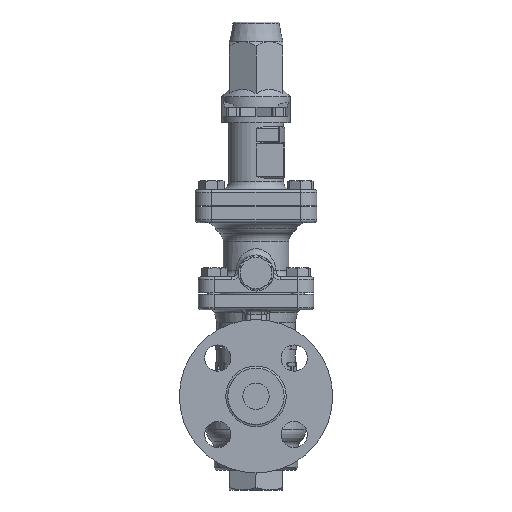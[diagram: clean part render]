
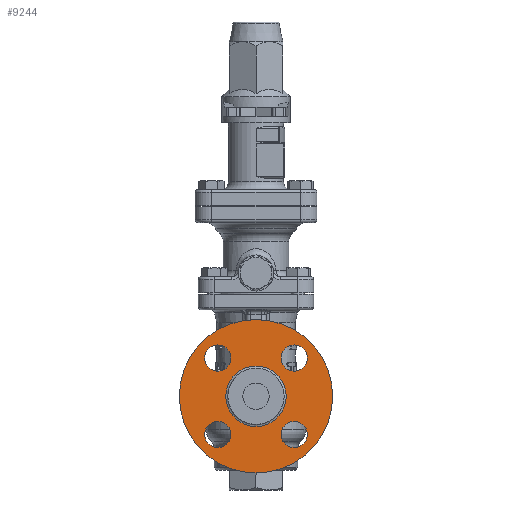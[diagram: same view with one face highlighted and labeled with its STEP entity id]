
A CAD part, left-side view. The second image highlights one B-rep face of the part: STEP entity #9244.
In plain terms, the highlighted planar face has unit normal (-1, 0, 0).
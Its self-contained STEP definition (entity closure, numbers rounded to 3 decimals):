
#1815=PLANE('',#9902);
#2057=FACE_BOUND('',#2837,.T.);
#2058=FACE_BOUND('',#2838,.T.);
#2059=FACE_BOUND('',#2839,.T.);
#2060=FACE_BOUND('',#2840,.T.);
#2061=FACE_BOUND('',#2841,.T.);
#2178=FACE_OUTER_BOUND('',#2836,.T.);
#2836=EDGE_LOOP('',(#6403));
#2837=EDGE_LOOP('',(#6404));
#2838=EDGE_LOOP('',(#6405));
#2839=EDGE_LOOP('',(#6406));
#2840=EDGE_LOOP('',(#6407));
#2841=EDGE_LOOP('',(#6408));
#3574=CIRCLE('',#9898,58.5);
#3575=CIRCLE('',#9900,23.05);
#3577=CIRCLE('',#9903,10.);
#3578=CIRCLE('',#9904,10.);
#3579=CIRCLE('',#9905,10.);
#3580=CIRCLE('',#9906,10.);
#4072=VERTEX_POINT('',#13814);
#4073=VERTEX_POINT('',#13817);
#4075=VERTEX_POINT('',#13822);
#4076=VERTEX_POINT('',#13824);
#4077=VERTEX_POINT('',#13826);
#4078=VERTEX_POINT('',#13828);
#4961=EDGE_CURVE('',#4072,#4072,#3574,.T.);
#4962=EDGE_CURVE('',#4073,#4073,#3575,.T.);
#4964=EDGE_CURVE('',#4075,#4075,#3577,.T.);
#4965=EDGE_CURVE('',#4076,#4076,#3578,.T.);
#4966=EDGE_CURVE('',#4077,#4077,#3579,.T.);
#4967=EDGE_CURVE('',#4078,#4078,#3580,.T.);
#6403=ORIENTED_EDGE('',*,*,#4961,.F.);
#6404=ORIENTED_EDGE('',*,*,#4964,.F.);
#6405=ORIENTED_EDGE('',*,*,#4965,.F.);
#6406=ORIENTED_EDGE('',*,*,#4966,.F.);
#6407=ORIENTED_EDGE('',*,*,#4967,.F.);
#6408=ORIENTED_EDGE('',*,*,#4962,.F.);
#9244=ADVANCED_FACE('',(#2178,#2057,#2058,#2059,#2060,#2061),#1815,.F.);
#9898=AXIS2_PLACEMENT_3D('',#13815,#10973,#10974);
#9900=AXIS2_PLACEMENT_3D('',#13818,#10977,#10978);
#9902=AXIS2_PLACEMENT_3D('',#13821,#10981,#10982);
#9903=AXIS2_PLACEMENT_3D('',#13823,#10983,#10984);
#9904=AXIS2_PLACEMENT_3D('',#13825,#10985,#10986);
#9905=AXIS2_PLACEMENT_3D('',#13827,#10987,#10988);
#9906=AXIS2_PLACEMENT_3D('',#13829,#10989,#10990);
#10973=DIRECTION('center_axis',(1.,0.,0.));
#10974=DIRECTION('ref_axis',(0.,0.,-1.));
#10977=DIRECTION('center_axis',(-1.,0.,0.));
#10978=DIRECTION('ref_axis',(0.,0.,-1.));
#10981=DIRECTION('center_axis',(1.,0.,0.));
#10982=DIRECTION('ref_axis',(0.,0.,-1.));
#10983=DIRECTION('center_axis',(-1.,0.,0.));
#10984=DIRECTION('ref_axis',(0.,1.,0.));
#10985=DIRECTION('center_axis',(-1.,0.,0.));
#10986=DIRECTION('ref_axis',(0.,0.,-1.));
#10987=DIRECTION('center_axis',(-1.,0.,0.));
#10988=DIRECTION('ref_axis',(0.,-1.,0.));
#10989=DIRECTION('center_axis',(-1.,0.,0.));
#10990=DIRECTION('ref_axis',(0.,0.,1.));
#13814=CARTESIAN_POINT('',(-89.4,0.,105.));
#13815=CARTESIAN_POINT('Origin',(-89.4,0.,46.5));
#13817=CARTESIAN_POINT('',(-89.4,0.,69.55));
#13818=CARTESIAN_POINT('Origin',(-89.4,0.,46.5));
#13821=CARTESIAN_POINT('Origin',(-89.4,0.,46.5));
#13822=CARTESIAN_POINT('',(-89.4,29.168,85.668));
#13823=CARTESIAN_POINT('Origin',(-89.4,29.168,75.668));
#13824=CARTESIAN_POINT('',(-89.4,29.168,27.332));
#13825=CARTESIAN_POINT('Origin',(-89.4,29.168,17.332));
#13826=CARTESIAN_POINT('',(-89.4,-29.168,27.332));
#13827=CARTESIAN_POINT('Origin',(-89.4,-29.168,17.332));
#13828=CARTESIAN_POINT('',(-89.4,-29.168,85.668));
#13829=CARTESIAN_POINT('Origin',(-89.4,-29.168,75.668));
